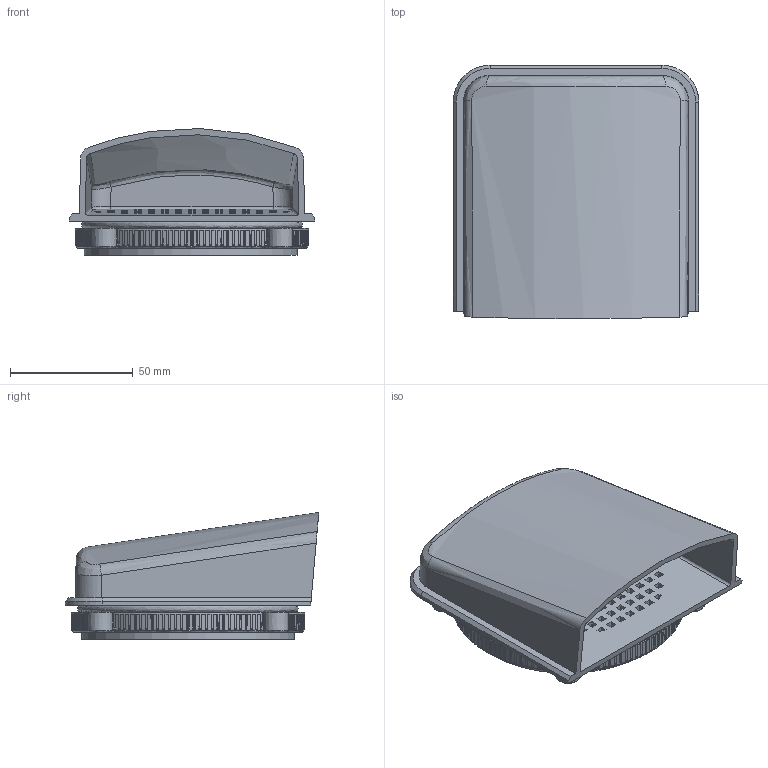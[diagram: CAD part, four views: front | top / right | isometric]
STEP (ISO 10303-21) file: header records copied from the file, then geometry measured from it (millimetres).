
FILE_DESCRIPTION (( 'STEP AP214' ), '1' );
FILE_NAME ('REAH-V80.STEP', '2020-10-21T13:32:39', ( '' ), ( '' ), 'SwSTEP 2.0', 'SolidWorks 2019', '' );
FILE_SCHEMA (( 'AUTOMOTIVE_DESIGN' ));
Length unit declared in the file: inch
Products named in the file (1): REAH-V80
Bounding box: 100 x 103.3 x 51.72 mm (x, y, z)
Volume: 89525.7 mm3; surface area: 68450.1 mm2
Topology: 3 solids, 3 shells, 2094 faces, 5480 edges, 3371 vertices
Faces by surface type: plane 900, cylinder 490, bspline 472, cone 232
Full cylindrical faces by diameter (mm): 86.709 x1
Entity records: 73441 total; most frequent: CARTESIAN_POINT 27095, ORIENTED_EDGE 10866, DIRECTION 7599, EDGE_CURVE 5433, VERTEX_POINT 3353, LINE 2817, VECTOR 2817, EDGE_LOOP 2436
